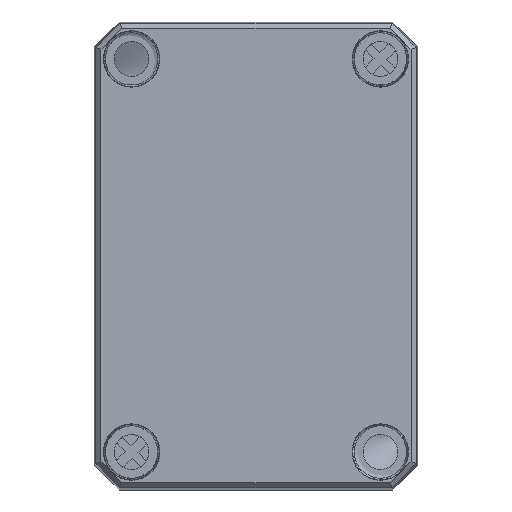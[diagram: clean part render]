
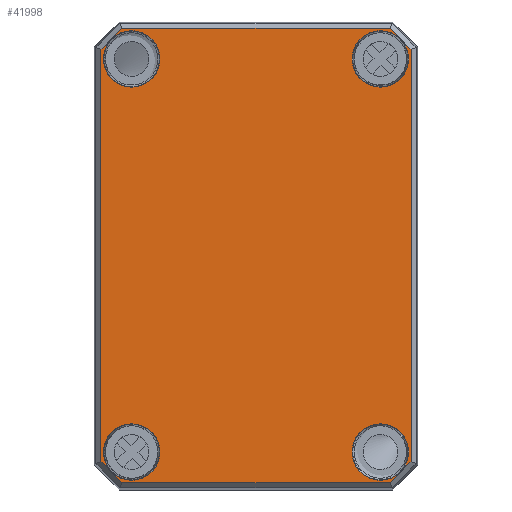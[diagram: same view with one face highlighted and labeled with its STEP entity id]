
A CAD part, top view. The second image highlights one B-rep face of the part: STEP entity #41998.
In plain terms, the highlighted planar face has unit normal (0, 0, 1).
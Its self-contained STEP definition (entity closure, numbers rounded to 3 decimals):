
#1621=CIRCLE('',#44630,5.672);
#1625=CIRCLE('',#44636,5.672);
#1626=CIRCLE('',#44637,5.672);
#1627=CIRCLE('',#44638,5.672);
#1628=CIRCLE('',#44639,5.672);
#1629=CIRCLE('',#44640,5.672);
#2494=FACE_BOUND('',#7945,.T.);
#2495=FACE_BOUND('',#7946,.T.);
#2496=FACE_BOUND('',#7947,.T.);
#2497=FACE_BOUND('',#7948,.T.);
#3241=PLANE('',#44635);
#5264=FACE_OUTER_BOUND('',#7944,.T.);
#7944=EDGE_LOOP('',(#36305,#36306,#36307,#36308,#36309,#36310,#36311,#36312));
#7945=EDGE_LOOP('',(#36313,#36314));
#7946=EDGE_LOOP('',(#36315,#36316));
#7947=EDGE_LOOP('',(#36317));
#7948=EDGE_LOOP('',(#36318));
#11189=LINE('',#74995,#14393);
#11190=LINE('',#74997,#14394);
#11191=LINE('',#74999,#14395);
#11192=LINE('',#75001,#14396);
#11193=LINE('',#75003,#14397);
#11194=LINE('',#75005,#14398);
#11195=LINE('',#75007,#14399);
#11196=LINE('',#75008,#14400);
#14393=VECTOR('',#52207,10.);
#14394=VECTOR('',#52208,10.);
#14395=VECTOR('',#52209,10.);
#14396=VECTOR('',#52210,10.);
#14397=VECTOR('',#52211,10.);
#14398=VECTOR('',#52212,10.);
#14399=VECTOR('',#52213,10.);
#14400=VECTOR('',#52214,10.);
#19744=VERTEX_POINT('',#74983);
#19747=VERTEX_POINT('',#74993);
#19748=VERTEX_POINT('',#74994);
#19749=VERTEX_POINT('',#74996);
#19750=VERTEX_POINT('',#74998);
#19751=VERTEX_POINT('',#75000);
#19752=VERTEX_POINT('',#75002);
#19753=VERTEX_POINT('',#75004);
#19754=VERTEX_POINT('',#75006);
#19755=VERTEX_POINT('',#75009);
#19756=VERTEX_POINT('',#75010);
#19757=VERTEX_POINT('',#75013);
#19758=VERTEX_POINT('',#75014);
#19759=VERTEX_POINT('',#75017);
#25353=EDGE_CURVE('',#19744,#19744,#1621,.T.);
#25358=EDGE_CURVE('',#19747,#19748,#11189,.T.);
#25359=EDGE_CURVE('',#19749,#19747,#11190,.T.);
#25360=EDGE_CURVE('',#19750,#19749,#11191,.T.);
#25361=EDGE_CURVE('',#19751,#19750,#11192,.T.);
#25362=EDGE_CURVE('',#19752,#19751,#11193,.T.);
#25363=EDGE_CURVE('',#19753,#19752,#11194,.T.);
#25364=EDGE_CURVE('',#19754,#19753,#11195,.T.);
#25365=EDGE_CURVE('',#19748,#19754,#11196,.T.);
#25366=EDGE_CURVE('',#19755,#19756,#1625,.T.);
#25367=EDGE_CURVE('',#19756,#19755,#1626,.T.);
#25368=EDGE_CURVE('',#19757,#19758,#1627,.T.);
#25369=EDGE_CURVE('',#19758,#19757,#1628,.T.);
#25370=EDGE_CURVE('',#19759,#19759,#1629,.T.);
#36305=ORIENTED_EDGE('',*,*,#25358,.F.);
#36306=ORIENTED_EDGE('',*,*,#25359,.F.);
#36307=ORIENTED_EDGE('',*,*,#25360,.F.);
#36308=ORIENTED_EDGE('',*,*,#25361,.F.);
#36309=ORIENTED_EDGE('',*,*,#25362,.F.);
#36310=ORIENTED_EDGE('',*,*,#25363,.F.);
#36311=ORIENTED_EDGE('',*,*,#25364,.F.);
#36312=ORIENTED_EDGE('',*,*,#25365,.F.);
#36313=ORIENTED_EDGE('',*,*,#25366,.F.);
#36314=ORIENTED_EDGE('',*,*,#25367,.F.);
#36315=ORIENTED_EDGE('',*,*,#25368,.F.);
#36316=ORIENTED_EDGE('',*,*,#25369,.F.);
#36317=ORIENTED_EDGE('',*,*,#25370,.F.);
#36318=ORIENTED_EDGE('',*,*,#25353,.F.);
#41998=ADVANCED_FACE('',(#5264,#2494,#2495,#2496,#2497),#3241,.T.);
#44630=AXIS2_PLACEMENT_3D('',#74984,#52194,#52195);
#44635=AXIS2_PLACEMENT_3D('',#74992,#52205,#52206);
#44636=AXIS2_PLACEMENT_3D('',#75011,#52215,#52216);
#44637=AXIS2_PLACEMENT_3D('',#75012,#52217,#52218);
#44638=AXIS2_PLACEMENT_3D('',#75015,#52219,#52220);
#44639=AXIS2_PLACEMENT_3D('',#75016,#52221,#52222);
#44640=AXIS2_PLACEMENT_3D('',#75018,#52223,#52224);
#52194=DIRECTION('center_axis',(0.,0.,1.));
#52195=DIRECTION('ref_axis',(-1.,0.,0.));
#52205=DIRECTION('center_axis',(0.,0.,1.));
#52206=DIRECTION('ref_axis',(1.,0.,0.));
#52207=DIRECTION('',(0.707,-0.707,0.));
#52208=DIRECTION('',(1.,0.,0.));
#52209=DIRECTION('',(0.707,0.707,0.));
#52210=DIRECTION('',(0.,1.,0.));
#52211=DIRECTION('',(-0.707,0.707,0.));
#52212=DIRECTION('',(-1.,0.,0.));
#52213=DIRECTION('',(-0.707,-0.707,0.));
#52214=DIRECTION('',(0.,-1.,0.));
#52215=DIRECTION('center_axis',(0.,0.,1.));
#52216=DIRECTION('ref_axis',(1.,0.,0.));
#52217=DIRECTION('center_axis',(0.,0.,1.));
#52218=DIRECTION('ref_axis',(1.,0.,0.));
#52219=DIRECTION('center_axis',(0.,0.,1.));
#52220=DIRECTION('ref_axis',(1.,0.,0.));
#52221=DIRECTION('center_axis',(0.,0.,1.));
#52222=DIRECTION('ref_axis',(1.,0.,0.));
#52223=DIRECTION('center_axis',(0.,0.,1.));
#52224=DIRECTION('ref_axis',(-1.,0.,0.));
#74983=CARTESIAN_POINT('',(-19.328,39.5,39.));
#74984=CARTESIAN_POINT('Origin',(-25.,39.5,39.));
#74992=CARTESIAN_POINT('Origin',(0.,0.,
39.));
#74993=CARTESIAN_POINT('',(26.945,45.66,39.));
#74994=CARTESIAN_POINT('',(31.16,41.445,39.));
#74995=CARTESIAN_POINT('',(31.427,41.177,39.));
#74996=CARTESIAN_POINT('',(-26.945,45.66,39.));
#74997=CARTESIAN_POINT('',(-13.75,45.66,39.));
#74998=CARTESIAN_POINT('',(-31.16,41.445,39.));
#74999=CARTESIAN_POINT('',(-33.927,38.677,39.));
#75000=CARTESIAN_POINT('',(-31.16,-41.445,39.));
#75001=CARTESIAN_POINT('',(-31.16,-21.,39.));
#75002=CARTESIAN_POINT('',(-26.945,-45.66,39.));
#75003=CARTESIAN_POINT('',(-31.427,-41.177,39.));
#75004=CARTESIAN_POINT('',(26.945,-45.66,39.));
#75005=CARTESIAN_POINT('',(13.75,-45.66,39.));
#75006=CARTESIAN_POINT('',(31.16,-41.445,39.));
#75007=CARTESIAN_POINT('',(33.927,-38.677,39.));
#75008=CARTESIAN_POINT('',(31.16,21.,39.));
#75009=CARTESIAN_POINT('',(19.328,39.5,39.));
#75010=CARTESIAN_POINT('',(30.672,39.5,39.));
#75011=CARTESIAN_POINT('Origin',(25.,39.5,39.));
#75012=CARTESIAN_POINT('Origin',(25.,39.5,39.));
#75013=CARTESIAN_POINT('',(19.328,-39.5,39.));
#75014=CARTESIAN_POINT('',(30.672,-39.5,39.));
#75015=CARTESIAN_POINT('Origin',(25.,-39.5,39.));
#75016=CARTESIAN_POINT('Origin',(25.,-39.5,39.));
#75017=CARTESIAN_POINT('',(-19.328,-39.5,39.));
#75018=CARTESIAN_POINT('Origin',(-25.,-39.5,39.));
